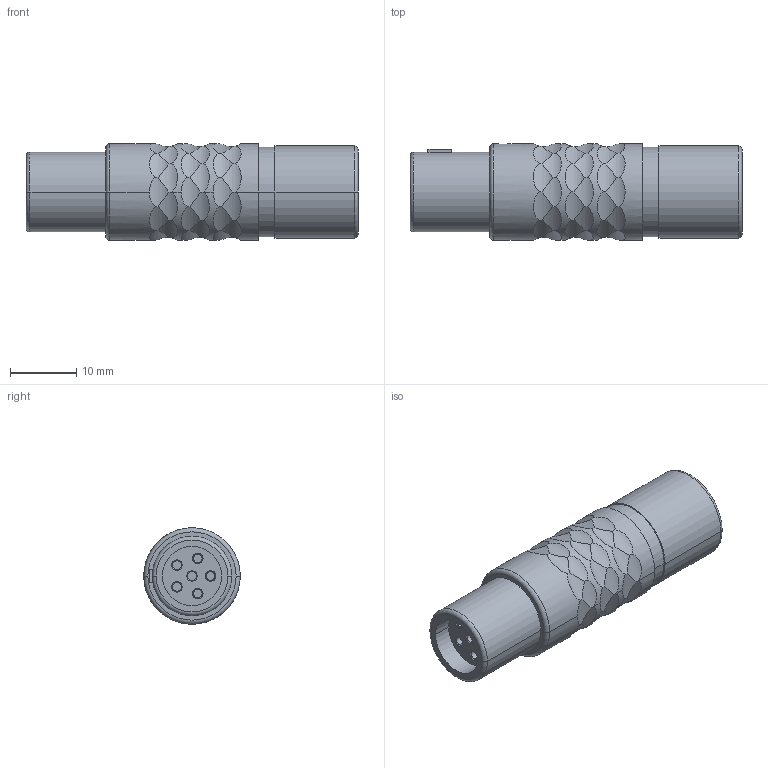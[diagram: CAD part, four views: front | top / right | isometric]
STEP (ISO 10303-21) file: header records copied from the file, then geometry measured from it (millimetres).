
FILE_DESCRIPTION((''),'2;1');
FILE_NAME('S12L0C-P06L','2013-01-23T',('RTrager'),(''),'PRO/ENGINEER BY PARAMETRIC TECHNOLOGY CORPORATION, 2010330','PRO/ENGINEER BY PARAMETRIC TECHNOLOGY CORPORATION, 2010330','');
FILE_SCHEMA(('CONFIG_CONTROL_DESIGN'));
Length unit declared in the file: millimetre
Products named in the file (1): S12L0C-P06L
Bounding box: 50 x 14.5 x 14.5 mm (x, y, z)
Volume: 5459.2 mm3; surface area: 3593.2 mm2
Topology: 1 solids, 1 shells, 201 faces, 516 edges, 330 vertices
Faces by surface type: cylinder 131, plane 38, cone 12, torus 11, bspline 9
Entity records: 7646 total; most frequent: CARTESIAN_POINT 3062, ORIENTED_EDGE 1032, DIRECTION 832, EDGE_CURVE 516, AXIS2_PLACEMENT_3D 350, VERTEX_POINT 330, B_SPLINE_CURVE_WITH_KNOTS 226, EDGE_LOOP 214
